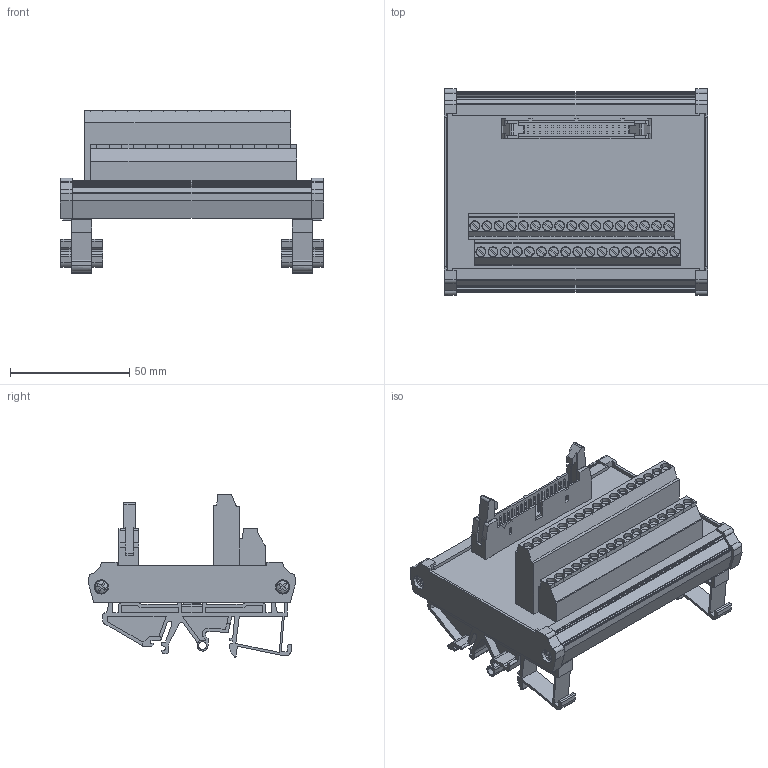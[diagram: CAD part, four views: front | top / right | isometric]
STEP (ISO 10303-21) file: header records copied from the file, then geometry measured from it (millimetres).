
FILE_DESCRIPTION(('CATIA V5R22 STEP214','CAx-IF Rec.Pracs.--- Model Styling and Organization---1.4--- 2014-01-23'),'2;1');
FILE_NAME ('001221-1_0', '2024-02-07T09:25:12+00:00', ('Weidmueller Interface'), ('Weidmueller'), 'CATIA Version 5-6 Release 2016 SP3 HF44', 'CATIA V5 STEP AP214', 'none');
FILE_SCHEMA(('AUTOMOTIVE_DESIGN { 1 0 10303 214 1 1 1 1 }'));
Products named in the file (1): 0224361001_RS F34 S
Bounding box: 110.5 x 86.4 x 68.07 mm (x, y, z)
Volume: 106183.3 mm3; surface area: 84493 mm2
Topology: 1 solids, 5 shells, 1710 faces, 5172 edges, 3543 vertices
Faces by surface type: plane 1241, cylinder 453, torus 8, sphere 8
Entity records: 60723 total; most frequent: CARTESIAN_POINT 13016, ORIENTED_EDGE 10344, DIRECTION 8249, EDGE_CURVE 5172, VECTOR 3624, LINE 3624, VERTEX_POINT 3543, AXIS2_PLACEMENT_3D 2918
